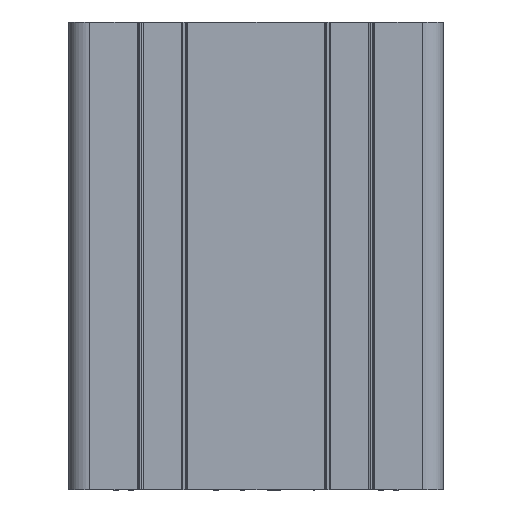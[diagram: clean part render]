
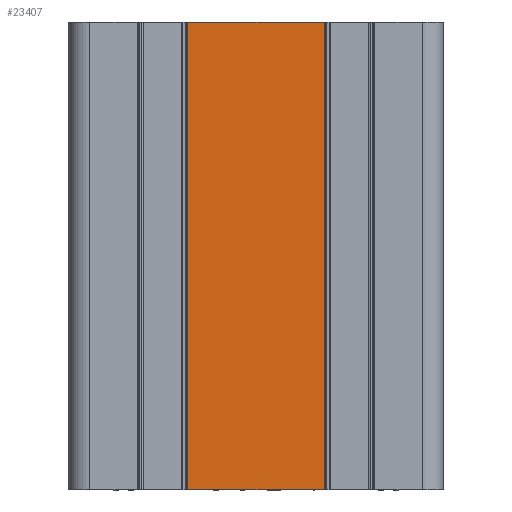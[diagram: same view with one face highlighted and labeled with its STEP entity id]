
A CAD part, left-side view. The second image highlights one B-rep face of the part: STEP entity #23407.
In plain terms, the highlighted planar face has unit normal (-1, 0, 0).
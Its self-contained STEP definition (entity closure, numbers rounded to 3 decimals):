
#391 = DIRECTION ( 'NONE',  ( 0., 0., -1. ) ) ;
#723 = CARTESIAN_POINT ( 'NONE',  ( 7160.24, 1703.16, 100. ) ) ;
#1328 = EDGE_LOOP ( 'NONE', ( #24550, #15940, #4337, #22673 ) ) ;
#4337 = ORIENTED_EDGE ( 'NONE', *, *, #24942, .F. ) ;
#5343 = FACE_OUTER_BOUND ( 'NONE', #1328, .T. ) ;
#5446 = EDGE_CURVE ( 'NONE', #11529, #13262, #8849, .T. ) ;
#7460 = EDGE_CURVE ( 'NONE', #13657, #10218, #7765, .T. ) ;
#7765 = LINE ( 'NONE', #14363, #23765 ) ;
#8217 = VECTOR ( 'NONE', #391, 1000. ) ;
#8849 = LINE ( 'NONE', #9479, #19929 ) ;
#9451 = DIRECTION ( 'NONE',  ( 0., -1., 0. ) ) ;
#9479 = CARTESIAN_POINT ( 'NONE',  ( 7160.24, 1757.46, 100. ) ) ;
#9831 = EDGE_CURVE ( 'NONE', #13262, #13657, #26150, .T. ) ;
#10218 = VERTEX_POINT ( 'NONE', #23627 ) ;
#11529 = VERTEX_POINT ( 'NONE', #20941 ) ;
#13262 = VERTEX_POINT ( 'NONE', #26307 ) ;
#13657 = VERTEX_POINT ( 'NONE', #17107 ) ;
#13773 = AXIS2_PLACEMENT_3D ( 'NONE', #22980, #22776, #22753 ) ;
#14363 = CARTESIAN_POINT ( 'NONE',  ( 7160.24, 1757.46, 0. ) ) ;
#14596 = DIRECTION ( 'NONE',  ( 0., 1., 0. ) ) ;
#15940 = ORIENTED_EDGE ( 'NONE', *, *, #5446, .F. ) ;
#17107 = CARTESIAN_POINT ( 'NONE',  ( 7160.24, 1703.16, 0. ) ) ;
#17731 = LINE ( 'NONE', #18297, #23925 ) ;
#18274 = DIRECTION ( 'NONE',  ( 0., 0., 1. ) ) ;
#18297 = CARTESIAN_POINT ( 'NONE',  ( 7160.24, 1732.36, 100. ) ) ;
#19929 = VECTOR ( 'NONE', #9451, 1000. ) ;
#20941 = CARTESIAN_POINT ( 'NONE',  ( 7160.24, 1732.36, 100. ) ) ;
#22673 = ORIENTED_EDGE ( 'NONE', *, *, #7460, .F. ) ;
#22753 = DIRECTION ( 'NONE',  ( 0., 0., -1. ) ) ;
#22776 = DIRECTION ( 'NONE',  ( 1., 0., 0. ) ) ;
#22863 = PLANE ( 'NONE',  #13773 ) ;
#22980 = CARTESIAN_POINT ( 'NONE',  ( 7160.24, 1732.36, 100. ) ) ;
#23407 = ADVANCED_FACE ( 'NONE', ( #5343 ), #22863, .F. ) ;
#23627 = CARTESIAN_POINT ( 'NONE',  ( 7160.24, 1732.36, 0. ) ) ;
#23765 = VECTOR ( 'NONE', #14596, 1000. ) ;
#23925 = VECTOR ( 'NONE', #18274, 1000. ) ;
#24550 = ORIENTED_EDGE ( 'NONE', *, *, #9831, .F. ) ;
#24942 = EDGE_CURVE ( 'NONE', #10218, #11529, #17731, .T. ) ;
#26150 = LINE ( 'NONE', #723, #8217 ) ;
#26307 = CARTESIAN_POINT ( 'NONE',  ( 7160.24, 1703.16, 100. ) ) ;
